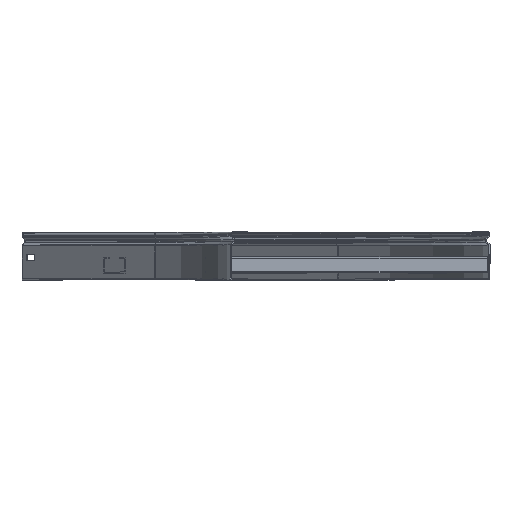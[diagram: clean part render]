
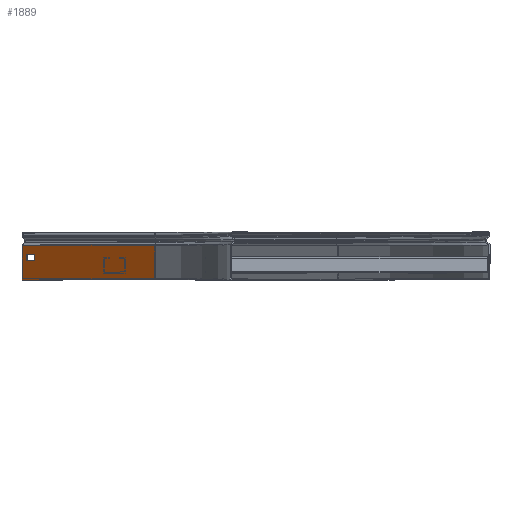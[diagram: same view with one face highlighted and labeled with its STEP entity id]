
A CAD part, top view. The second image highlights one B-rep face of the part: STEP entity #1889.
In plain terms, the highlighted planar face has unit normal (-0.707, 0, 0.707).
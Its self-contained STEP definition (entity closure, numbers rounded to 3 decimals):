
#70 = LINE ( 'NONE', #4444, #2312 ) ;
#155 = VECTOR ( 'NONE', #3227, 1000. ) ;
#342 = DIRECTION ( 'NONE',  ( 0., 1., 0. ) ) ;
#719 = CARTESIAN_POINT ( 'NONE',  ( 72.832, 22.5, -351.432 ) ) ;
#721 = DIRECTION ( 'NONE',  ( 0., 1., 0. ) ) ;
#767 = DIRECTION ( 'NONE',  ( 0.707, 0., 0.707 ) ) ;
#768 = VERTEX_POINT ( 'NONE', #5866 ) ;
#815 = LINE ( 'NONE', #3174, #4905 ) ;
#1072 = AXIS2_PLACEMENT_3D ( 'NONE', #2936, #4120, #767 ) ;
#1103 = LINE ( 'NONE', #1689, #2518 ) ;
#1166 = VECTOR ( 'NONE', #342, 1000. ) ;
#1293 = VECTOR ( 'NONE', #721, 1000. ) ;
#1348 = VECTOR ( 'NONE', #3972, 1000. ) ;
#1445 = DIRECTION ( 'NONE',  ( 0.707, 0., 0.707 ) ) ;
#1517 = LINE ( 'NONE', #4197, #155 ) ;
#1689 = CARTESIAN_POINT ( 'NONE',  ( 64.347, 2.2, -359.917 ) ) ;
#1736 = LINE ( 'NONE', #2878, #1293 ) ;
#1763 = ORIENTED_EDGE ( 'NONE', *, *, #4262, .F. ) ;
#1779 = CARTESIAN_POINT ( 'NONE',  ( 212.132, 22.5, -212.132 ) ) ;
#1788 = ORIENTED_EDGE ( 'NONE', *, *, #2367, .F. ) ;
#1889 = ADVANCED_FACE ( 'NONE', ( #5929, #2089 ), #5204, .T. ) ;
#2089 = FACE_OUTER_BOUND ( 'NONE', #3499, .T. ) ;
#2112 = ORIENTED_EDGE ( 'NONE', *, *, #6054, .T. ) ;
#2139 = VERTEX_POINT ( 'NONE', #6178 ) ;
#2153 = DIRECTION ( 'NONE',  ( 0.707, 0., 0.707 ) ) ;
#2164 = EDGE_CURVE ( 'NONE', #4772, #6837, #1736, .T. ) ;
#2263 = CARTESIAN_POINT ( 'NONE',  ( 58.69, 2.2, -365.574 ) ) ;
#2312 = VECTOR ( 'NONE', #2153, 1000. ) ;
#2367 = EDGE_CURVE ( 'NONE', #4244, #4164, #1103, .T. ) ;
#2489 = ORIENTED_EDGE ( 'NONE', *, *, #2579, .F. ) ;
#2518 = VECTOR ( 'NONE', #2817, 1000. ) ;
#2552 = CARTESIAN_POINT ( 'NONE',  ( 212.132, 40.525, -212.132 ) ) ;
#2579 = EDGE_CURVE ( 'NONE', #768, #4244, #6357, .T. ) ;
#2817 = DIRECTION ( 'NONE',  ( 0., -1., 0. ) ) ;
#2878 = CARTESIAN_POINT ( 'NONE',  ( 212.132, 2.2, -212.132 ) ) ;
#2936 = CARTESIAN_POINT ( 'NONE',  ( 212.132, 2.2, -212.132 ) ) ;
#2951 = LINE ( 'NONE', #6148, #1166 ) ;
#2983 = EDGE_CURVE ( 'NONE', #5728, #6837, #815, .T. ) ;
#3131 = LINE ( 'NONE', #6330, #5814 ) ;
#3144 = CARTESIAN_POINT ( 'NONE',  ( 58.69, 2.2, -365.574 ) ) ;
#3174 = CARTESIAN_POINT ( 'NONE',  ( 212.132, 40.525, -212.132 ) ) ;
#3227 = DIRECTION ( 'NONE',  ( 0., 1., 0. ) ) ;
#3235 = ORIENTED_EDGE ( 'NONE', *, *, #2983, .F. ) ;
#3499 = EDGE_LOOP ( 'NONE', ( #5326, #3235, #3756, #5220, #2112, #4418 ) ) ;
#3756 = ORIENTED_EDGE ( 'NONE', *, *, #3882, .F. ) ;
#3813 = CARTESIAN_POINT ( 'NONE',  ( 64.347, 29.5, -359.917 ) ) ;
#3882 = EDGE_CURVE ( 'NONE', #2139, #5728, #4540, .T. ) ;
#3940 = DIRECTION ( 'NONE',  ( -0.707, 0., -0.707 ) ) ;
#3972 = DIRECTION ( 'NONE',  ( 0.707, 0., 0.707 ) ) ;
#4025 = DIRECTION ( 'NONE',  ( 0., 1., 0. ) ) ;
#4120 = DIRECTION ( 'NONE',  ( -0.707, 0., 0.707 ) ) ;
#4164 = VERTEX_POINT ( 'NONE', #6390 ) ;
#4193 = VERTEX_POINT ( 'NONE', #7241 ) ;
#4197 = CARTESIAN_POINT ( 'NONE',  ( 72.832, 2.2, -351.432 ) ) ;
#4244 = VERTEX_POINT ( 'NONE', #3813 ) ;
#4262 = EDGE_CURVE ( 'NONE', #6638, #768, #1517, .T. ) ;
#4418 = ORIENTED_EDGE ( 'NONE', *, *, #6876, .T. ) ;
#4444 = CARTESIAN_POINT ( 'NONE',  ( 480.632, 0., 56.368 ) ) ;
#4472 = EDGE_CURVE ( 'NONE', #4164, #6638, #6674, .T. ) ;
#4540 = LINE ( 'NONE', #2263, #5622 ) ;
#4571 = CARTESIAN_POINT ( 'NONE',  ( 212.132, 29.5, -212.132 ) ) ;
#4619 = DIRECTION ( 'NONE',  ( 0., -1., 0. ) ) ;
#4772 = VERTEX_POINT ( 'NONE', #6051 ) ;
#4823 = ORIENTED_EDGE ( 'NONE', *, *, #4472, .F. ) ;
#4877 = CARTESIAN_POINT ( 'NONE',  ( 58.69, 40.525, -365.574 ) ) ;
#4885 = EDGE_CURVE ( 'NONE', #6738, #2139, #2951, .T. ) ;
#4905 = VECTOR ( 'NONE', #1445, 1000. ) ;
#5204 = PLANE ( 'NONE',  #1072 ) ;
#5220 = ORIENTED_EDGE ( 'NONE', *, *, #4885, .F. ) ;
#5326 = ORIENTED_EDGE ( 'NONE', *, *, #2164, .T. ) ;
#5622 = VECTOR ( 'NONE', #4025, 1000. ) ;
#5631 = EDGE_LOOP ( 'NONE', ( #1763, #4823, #1788, #2489 ) ) ;
#5728 = VERTEX_POINT ( 'NONE', #4877 ) ;
#5814 = VECTOR ( 'NONE', #4619, 1000. ) ;
#5866 = CARTESIAN_POINT ( 'NONE',  ( 72.832, 29.5, -351.432 ) ) ;
#5929 = FACE_BOUND ( 'NONE', #5631, .T. ) ;
#6051 = CARTESIAN_POINT ( 'NONE',  ( 212.132, 0., -212.132 ) ) ;
#6054 = EDGE_CURVE ( 'NONE', #6738, #4193, #3131, .T. ) ;
#6148 = CARTESIAN_POINT ( 'NONE',  ( 58.69, 2.2, -365.574 ) ) ;
#6178 = CARTESIAN_POINT ( 'NONE',  ( 58.69, 39.499, -365.574 ) ) ;
#6330 = CARTESIAN_POINT ( 'NONE',  ( 58.69, 2.2, -365.574 ) ) ;
#6357 = LINE ( 'NONE', #4571, #6970 ) ;
#6390 = CARTESIAN_POINT ( 'NONE',  ( 64.347, 22.5, -359.917 ) ) ;
#6638 = VERTEX_POINT ( 'NONE', #719 ) ;
#6674 = LINE ( 'NONE', #1779, #1348 ) ;
#6738 = VERTEX_POINT ( 'NONE', #3144 ) ;
#6837 = VERTEX_POINT ( 'NONE', #2552 ) ;
#6876 = EDGE_CURVE ( 'NONE', #4193, #4772, #70, .T. ) ;
#6970 = VECTOR ( 'NONE', #3940, 1000. ) ;
#7241 = CARTESIAN_POINT ( 'NONE',  ( 58.69, 0., -365.574 ) ) ;
